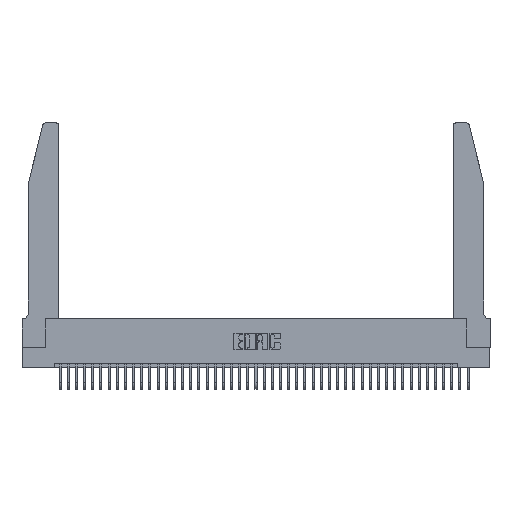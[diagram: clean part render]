
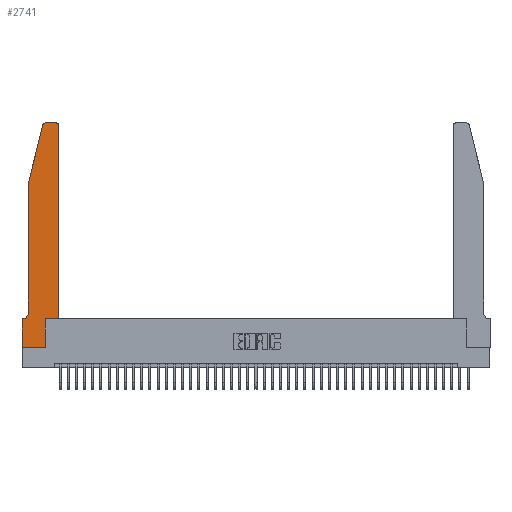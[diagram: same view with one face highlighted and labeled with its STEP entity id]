
A CAD part, top view. The second image highlights one B-rep face of the part: STEP entity #2741.
In plain terms, the highlighted planar face has unit normal (0, 0, 1).
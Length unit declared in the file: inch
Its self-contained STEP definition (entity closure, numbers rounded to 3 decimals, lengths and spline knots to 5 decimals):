
#30 = VERTEX_POINT ( 'NONE', #16023 ) ;
#462 = DIRECTION ( 'NONE',  ( 0., 1., 0. ) ) ;
#863 = VECTOR ( 'NONE', #7467, 39.37008 ) ;
#1101 = VECTOR ( 'NONE', #2483, 39.37008 ) ;
#2259 = ORIENTED_EDGE ( 'NONE', *, *, #38703, .T. ) ;
#2483 = DIRECTION ( 'NONE',  ( 1., 0., 0. ) ) ;
#2741 = ADVANCED_FACE ( 'NONE', ( #38354 ), #17553, .T. ) ;
#2974 = ORIENTED_EDGE ( 'NONE', *, *, #14158, .T. ) ;
#3042 = DIRECTION ( 'NONE',  ( 0., 0., 1. ) ) ;
#3302 = LINE ( 'NONE', #25843, #11836 ) ;
#4946 = CARTESIAN_POINT ( 'NONE',  ( 0., 0.35, 0.37 ) ) ;
#4965 = CARTESIAN_POINT ( 'NONE',  ( 0.284, 2.72, 0.37 ) ) ;
#5704 = LINE ( 'NONE', #35562, #21591 ) ;
#5734 = VERTEX_POINT ( 'NONE', #20902 ) ;
#7226 = DIRECTION ( 'NONE',  ( -1., 0., 0. ) ) ;
#7311 = CARTESIAN_POINT ( 'NONE',  ( 0.0055, 0.35, 0.37 ) ) ;
#7467 = DIRECTION ( 'NONE',  ( -1., 0., 0. ) ) ;
#7494 = CARTESIAN_POINT ( 'NONE',  ( 0.0755, 2., 0.37 ) ) ;
#7565 = ORIENTED_EDGE ( 'NONE', *, *, #17030, .T. ) ;
#7726 = EDGE_LOOP ( 'NONE', ( #12632, #37000, #39667, #2974, #24809, #2259, #36218, #15234, #23133, #13010, #7565, #14542 ) ) ;
#7942 = AXIS2_PLACEMENT_3D ( 'NONE', #22084, #3042, #25215 ) ;
#8225 = DIRECTION ( 'NONE',  ( 1., 0., 0. ) ) ;
#8252 = DIRECTION ( 'NONE',  ( 1., 0., 0. ) ) ;
#8707 = CARTESIAN_POINT ( 'NONE',  ( 0.2865, 0.35, 0.37 ) ) ;
#9724 = EDGE_CURVE ( 'NONE', #19170, #35798, #10608, .T. ) ;
#9751 = AXIS2_PLACEMENT_3D ( 'NONE', #29294, #10493, #32413 ) ;
#10363 = VERTEX_POINT ( 'NONE', #7494 ) ;
#10493 = DIRECTION ( 'NONE',  ( 0., 0., -1. ) ) ;
#10505 = DIRECTION ( 'NONE',  ( 0., -1., 0. ) ) ;
#10608 = CIRCLE ( 'NONE', #9751, 0.07 ) ;
#11465 = LINE ( 'NONE', #16839, #18859 ) ;
#11492 = EDGE_CURVE ( 'NONE', #30273, #10363, #11465, .T. ) ;
#11836 = VECTOR ( 'NONE', #462, 39.37008 ) ;
#12329 = VERTEX_POINT ( 'NONE', #27570 ) ;
#12632 = ORIENTED_EDGE ( 'NONE', *, *, #17082, .T. ) ;
#12923 = VERTEX_POINT ( 'NONE', #40321 ) ;
#13010 = ORIENTED_EDGE ( 'NONE', *, *, #20428, .T. ) ;
#13511 = DIRECTION ( 'NONE',  ( -0.239, -0.971, 0. ) ) ;
#14158 = EDGE_CURVE ( 'NONE', #10363, #19170, #5704, .T. ) ;
#14542 = ORIENTED_EDGE ( 'NONE', *, *, #37812, .T. ) ;
#15234 = ORIENTED_EDGE ( 'NONE', *, *, #29379, .T. ) ;
#15519 = VECTOR ( 'NONE', #37086, 39.37008 ) ;
#16023 = CARTESIAN_POINT ( 'NONE',  ( 0., 0., 0.37 ) ) ;
#16446 = AXIS2_PLACEMENT_3D ( 'NONE', #4965, #27107, #8252 ) ;
#16839 = CARTESIAN_POINT ( 'NONE',  ( 0.0755, 2., 0.37 ) ) ;
#17030 = EDGE_CURVE ( 'NONE', #17246, #5734, #3302, .T. ) ;
#17082 = EDGE_CURVE ( 'NONE', #24918, #12923, #35829, .T. ) ;
#17246 = VERTEX_POINT ( 'NONE', #30056 ) ;
#17553 = PLANE ( 'NONE',  #25230 ) ;
#18859 = VECTOR ( 'NONE', #13511, 39.37008 ) ;
#19170 = VERTEX_POINT ( 'NONE', #39241 ) ;
#19757 = LINE ( 'NONE', #36177, #36346 ) ;
#19903 = CIRCLE ( 'NONE', #7942, 0.03 ) ;
#20428 = EDGE_CURVE ( 'NONE', #40793, #17246, #40404, .T. ) ;
#20644 = DIRECTION ( 'NONE',  ( 0., -1., 0. ) ) ;
#20902 = CARTESIAN_POINT ( 'NONE',  ( 0.4505, 2.72, 0.37 ) ) ;
#21142 = DIRECTION ( 'NONE',  ( 0., 1., 0. ) ) ;
#21522 = CARTESIAN_POINT ( 'NONE',  ( 0.2865, 0., 0.37 ) ) ;
#21591 = VECTOR ( 'NONE', #10505, 39.37008 ) ;
#21631 = LINE ( 'NONE', #39808, #29912 ) ;
#22084 = CARTESIAN_POINT ( 'NONE',  ( 0.4205, 2.72, 0.37 ) ) ;
#22426 = EDGE_CURVE ( 'NONE', #12923, #30273, #32581, .T. ) ;
#23133 = ORIENTED_EDGE ( 'NONE', *, *, #34271, .T. ) ;
#24809 = ORIENTED_EDGE ( 'NONE', *, *, #9724, .T. ) ;
#24918 = VERTEX_POINT ( 'NONE', #26826 ) ;
#25215 = DIRECTION ( 'NONE',  ( 1., 0., 0. ) ) ;
#25230 = AXIS2_PLACEMENT_3D ( 'NONE', #4946, #27092, #8225 ) ;
#25843 = CARTESIAN_POINT ( 'NONE',  ( 0.4505, 0.35, 0.37 ) ) ;
#26362 = CARTESIAN_POINT ( 'NONE',  ( 0.0755, 0.35, 0.37 ) ) ;
#26400 = LINE ( 'NONE', #30780, #1101 ) ;
#26826 = CARTESIAN_POINT ( 'NONE',  ( 0.4205, 2.75, 0.37 ) ) ;
#27092 = DIRECTION ( 'NONE',  ( 0., 0., 1. ) ) ;
#27107 = DIRECTION ( 'NONE',  ( 0., 0., 1. ) ) ;
#27570 = CARTESIAN_POINT ( 'NONE',  ( 0., 0.35, 0.37 ) ) ;
#27659 = VERTEX_POINT ( 'NONE', #21522 ) ;
#29252 = CARTESIAN_POINT ( 'NONE',  ( 0.2605, 2.75, 0.37 ) ) ;
#29294 = CARTESIAN_POINT ( 'NONE',  ( 0.0055, 0.42, 0.37 ) ) ;
#29379 = EDGE_CURVE ( 'NONE', #30, #27659, #26400, .T. ) ;
#29912 = VECTOR ( 'NONE', #21142, 39.37008 ) ;
#30056 = CARTESIAN_POINT ( 'NONE',  ( 0.4505, 0.35, 0.37 ) ) ;
#30273 = VERTEX_POINT ( 'NONE', #38610 ) ;
#30780 = CARTESIAN_POINT ( 'NONE',  ( 0., 0., 0.37 ) ) ;
#32413 = DIRECTION ( 'NONE',  ( -1., 0., 0. ) ) ;
#32581 = CIRCLE ( 'NONE', #16446, 0.03 ) ;
#33484 = LINE ( 'NONE', #26362, #863 ) ;
#33502 = EDGE_CURVE ( 'NONE', #12329, #30, #19757, .T. ) ;
#33887 = VECTOR ( 'NONE', #7226, 39.37008 ) ;
#33965 = CARTESIAN_POINT ( 'NONE',  ( 0.4505, 0.35, 0.37 ) ) ;
#34271 = EDGE_CURVE ( 'NONE', #27659, #40793, #21631, .T. ) ;
#35562 = CARTESIAN_POINT ( 'NONE',  ( 0.0755, 2., 0.37 ) ) ;
#35798 = VERTEX_POINT ( 'NONE', #7311 ) ;
#35829 = LINE ( 'NONE', #29252, #33887 ) ;
#36177 = CARTESIAN_POINT ( 'NONE',  ( 0., 0., 0.37 ) ) ;
#36218 = ORIENTED_EDGE ( 'NONE', *, *, #33502, .T. ) ;
#36346 = VECTOR ( 'NONE', #20644, 39.37008 ) ;
#37000 = ORIENTED_EDGE ( 'NONE', *, *, #22426, .T. ) ;
#37086 = DIRECTION ( 'NONE',  ( 1., 0., 0. ) ) ;
#37812 = EDGE_CURVE ( 'NONE', #5734, #24918, #19903, .T. ) ;
#38354 = FACE_OUTER_BOUND ( 'NONE', #7726, .T. ) ;
#38610 = CARTESIAN_POINT ( 'NONE',  ( 0.25487, 2.72718, 0.37 ) ) ;
#38703 = EDGE_CURVE ( 'NONE', #35798, #12329, #33484, .T. ) ;
#39241 = CARTESIAN_POINT ( 'NONE',  ( 0.0755, 0.42, 0.37 ) ) ;
#39667 = ORIENTED_EDGE ( 'NONE', *, *, #11492, .T. ) ;
#39808 = CARTESIAN_POINT ( 'NONE',  ( 0.2865, 0.35, 0.37 ) ) ;
#40321 = CARTESIAN_POINT ( 'NONE',  ( 0.284, 2.75, 0.37 ) ) ;
#40404 = LINE ( 'NONE', #33965, #15519 ) ;
#40793 = VERTEX_POINT ( 'NONE', #8707 ) ;
